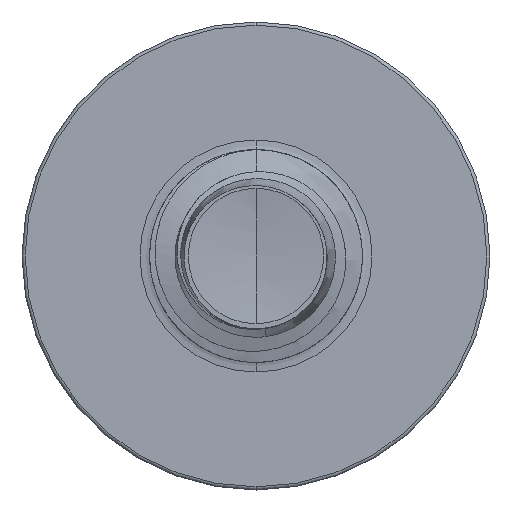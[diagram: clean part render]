
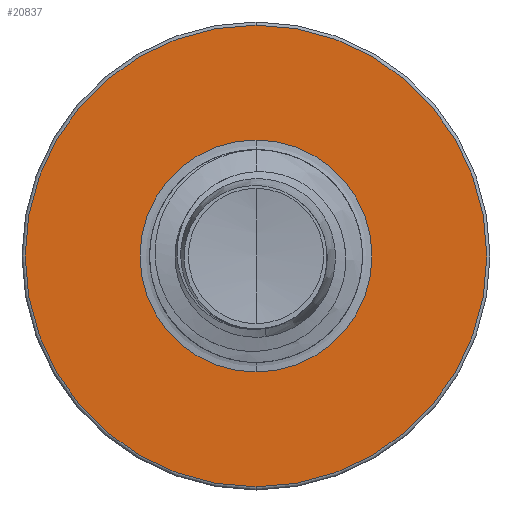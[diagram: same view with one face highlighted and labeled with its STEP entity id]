
A CAD part, front view. The second image highlights one B-rep face of the part: STEP entity #20837.
In plain terms, the highlighted planar face has unit normal (0, -1, 0).
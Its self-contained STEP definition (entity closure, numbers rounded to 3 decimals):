
#9 = PLANE ( 'NONE',  #8312 ) ;
#48 = DIRECTION ( 'NONE',  ( 0., 0., 1. ) ) ;
#63 = DIRECTION ( 'NONE',  ( 0., 1., 0. ) ) ;
#110 = CARTESIAN_POINT ( 'NONE',  ( 0., 8., 0. ) ) ;
#3367 = EDGE_LOOP ( 'NONE', ( #22800, #18732 ) ) ;
#3463 = VERTEX_POINT ( 'NONE', #5566 ) ;
#3538 = EDGE_CURVE ( 'NONE', #3463, #13242, #16667, .T. ) ;
#4171 = DIRECTION ( 'NONE',  ( 0., 0., 1. ) ) ;
#4234 = DIRECTION ( 'NONE',  ( 0., 1., 0. ) ) ;
#4278 = CARTESIAN_POINT ( 'NONE',  ( 0., 8., 0. ) ) ;
#4852 = DIRECTION ( 'NONE',  ( 0., 0., 1. ) ) ;
#4894 = DIRECTION ( 'NONE',  ( 0., 1., 0. ) ) ;
#4903 = CARTESIAN_POINT ( 'NONE',  ( 0., 8., 0. ) ) ;
#5539 = AXIS2_PLACEMENT_3D ( 'NONE', #110, #63, #48 ) ;
#5566 = CARTESIAN_POINT ( 'NONE',  ( 0., 8., -2.712 ) ) ;
#8312 = AXIS2_PLACEMENT_3D ( 'NONE', #15005, #9060, #8892 ) ;
#8892 = DIRECTION ( 'NONE',  ( 0., 0., 1. ) ) ;
#9060 = DIRECTION ( 'NONE',  ( 0., 1., 0. ) ) ;
#10351 = AXIS2_PLACEMENT_3D ( 'NONE', #4278, #4234, #4171 ) ;
#10832 = DIRECTION ( 'NONE',  ( 0., 0., 1. ) ) ;
#10875 = DIRECTION ( 'NONE',  ( 0., 1., 0. ) ) ;
#10910 = CARTESIAN_POINT ( 'NONE',  ( 0., 8., 0. ) ) ;
#12538 = CIRCLE ( 'NONE', #15527, 1.363 ) ;
#13242 = VERTEX_POINT ( 'NONE', #19243 ) ;
#14760 = ORIENTED_EDGE ( 'NONE', *, *, #15395, .T. ) ;
#15005 = CARTESIAN_POINT ( 'NONE',  ( 0., 8., -1.363 ) ) ;
#15395 = EDGE_CURVE ( 'NONE', #22931, #22231, #19588, .T. ) ;
#15527 = AXIS2_PLACEMENT_3D ( 'NONE', #10910, #10875, #10832 ) ;
#15931 = FACE_BOUND ( 'NONE', #21608, .T. ) ;
#16667 = CIRCLE ( 'NONE', #10351, 2.713 ) ;
#18672 = ORIENTED_EDGE ( 'NONE', *, *, #21606, .T. ) ;
#18732 = ORIENTED_EDGE ( 'NONE', *, *, #3538, .F. ) ;
#19243 = CARTESIAN_POINT ( 'NONE',  ( 0., 8., 2.713 ) ) ;
#19543 = FACE_OUTER_BOUND ( 'NONE', #3367, .T. ) ;
#19588 = CIRCLE ( 'NONE', #22984, 1.363 ) ;
#19929 = CARTESIAN_POINT ( 'NONE',  ( 0., 8., -1.363 ) ) ;
#20064 = CIRCLE ( 'NONE', #5539, 2.713 ) ;
#20837 = ADVANCED_FACE ( 'NONE', ( #19543, #15931 ), #9, .F. ) ;
#21216 = EDGE_CURVE ( 'NONE', #13242, #3463, #20064, .T. ) ;
#21606 = EDGE_CURVE ( 'NONE', #22231, #22931, #12538, .T. ) ;
#21608 = EDGE_LOOP ( 'NONE', ( #14760, #18672 ) ) ;
#22231 = VERTEX_POINT ( 'NONE', #19929 ) ;
#22750 = CARTESIAN_POINT ( 'NONE',  ( 0., 8., 1.363 ) ) ;
#22800 = ORIENTED_EDGE ( 'NONE', *, *, #21216, .F. ) ;
#22931 = VERTEX_POINT ( 'NONE', #22750 ) ;
#22984 = AXIS2_PLACEMENT_3D ( 'NONE', #4903, #4894, #4852 ) ;
